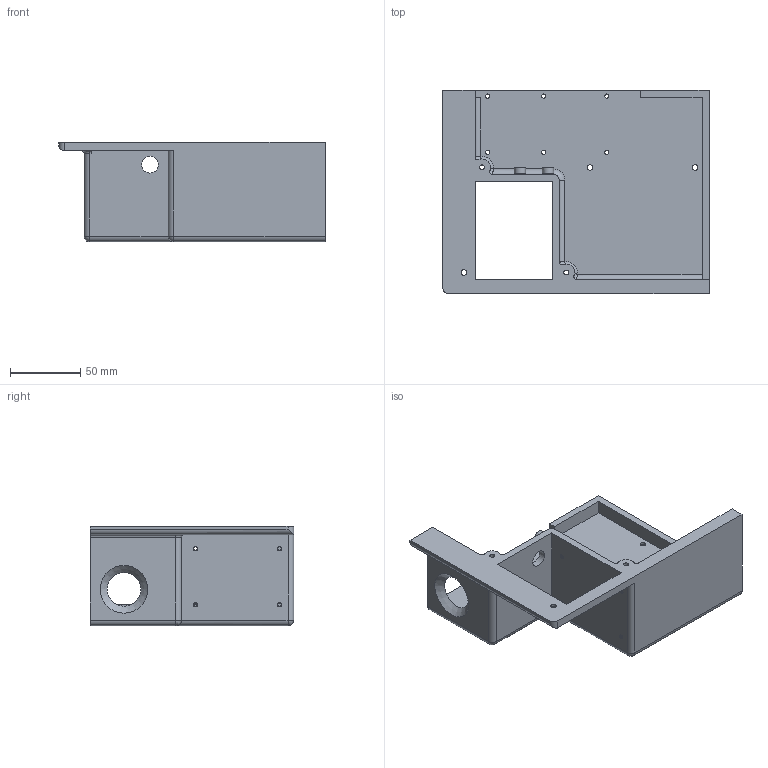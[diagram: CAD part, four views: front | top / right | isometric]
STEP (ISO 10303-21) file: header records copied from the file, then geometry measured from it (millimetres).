
FILE_DESCRIPTION(/* description */ (''),/* implementation_level */ '2;1');
FILE_NAME(/* name */ 'base 11.step',/* time_stamp */ '2020-12-18T16:20:06+06:00',/* author */ (''),/* organization */ (''),/* preprocessor_version */ 'ST-DEVELOPER v18.1',/* originating_system */ 'Autodesk Translation Framework v9.7.1.1290',/* authorisation */ '');
FILE_SCHEMA (('AUTOMOTIVE_DESIGN { 1 0 10303 214 3 1 1 }'));
Length unit declared in the file: millimetre
Products named in the file (1): base 11
Bounding box: 190 x 145 x 71 mm (x, y, z)
Volume: 272384.7 mm3; surface area: 99109.9 mm2
Topology: 1 solids, 1 shells, 207 faces, 547 edges, 354 vertices
Faces by surface type: cylinder 136, plane 39, torus 16, bspline 13, sphere 2, cone 1
Full cylindrical faces by diameter (mm): 2.529 x20, 3 x8, 3.086 x8, 3.5 x2, 4 x3, 7 x11, 8 x2, 12 x1
Entity records: 12190 total; most frequent: CARTESIAN_POINT 7283, ORIENTED_EDGE 1094, DIRECTION 876, EDGE_CURVE 547, VERTEX_POINT 354, AXIS2_PLACEMENT_3D 340, EDGE_LOOP 251, FACE_OUTER_BOUND 207
